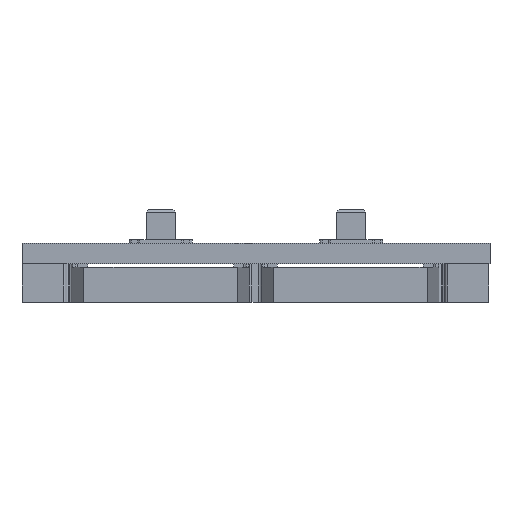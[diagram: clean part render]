
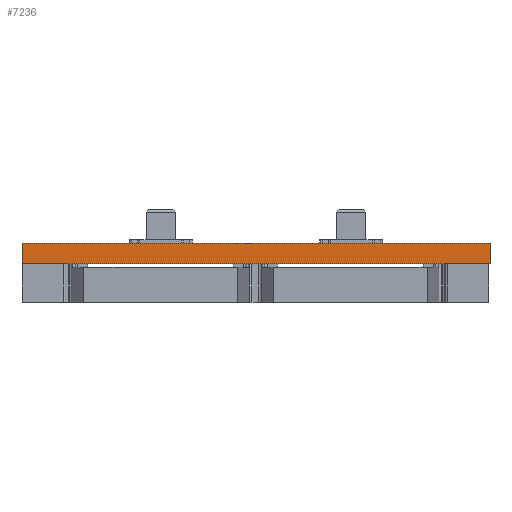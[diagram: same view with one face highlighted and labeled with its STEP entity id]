
A CAD part, left-side view. The second image highlights one B-rep face of the part: STEP entity #7236.
In plain terms, the highlighted planar face has unit normal (-1, 0, 0).
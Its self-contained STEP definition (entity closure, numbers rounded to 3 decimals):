
#738=FACE_OUTER_BOUND('',#1138,.T.);
#1138=EDGE_LOOP('',(#6595,#6596,#6597,#6598));
#1865=LINE('',#11691,#2697);
#1869=LINE('',#11700,#2701);
#1916=LINE('',#11809,#2748);
#1970=LINE('',#11934,#2802);
#2697=VECTOR('',#9606,10.);
#2701=VECTOR('',#9614,10.);
#2748=VECTOR('',#9707,10.);
#2802=VECTOR('',#9839,10.);
#3401=VERTEX_POINT('',#11684);
#3404=VERTEX_POINT('',#11689);
#3407=VERTEX_POINT('',#11699);
#3446=VERTEX_POINT('',#11808);
#4397=EDGE_CURVE('',#3401,#3404,#1865,.T.);
#4401=EDGE_CURVE('',#3404,#3407,#1869,.T.);
#4456=EDGE_CURVE('',#3401,#3446,#1916,.T.);
#4518=EDGE_CURVE('',#3446,#3407,#1970,.T.);
#6595=ORIENTED_EDGE('',*,*,#4401,.T.);
#6596=ORIENTED_EDGE('',*,*,#4518,.F.);
#6597=ORIENTED_EDGE('',*,*,#4456,.F.);
#6598=ORIENTED_EDGE('',*,*,#4397,.T.);
#6865=PLANE('',#7843);
#7236=ADVANCED_FACE('',(#738),#6865,.T.);
#7843=AXIS2_PLACEMENT_3D('',#11935,#9840,#9841);
#9606=DIRECTION('',(0.,0.,1.));
#9614=DIRECTION('',(0.,1.,0.));
#9707=DIRECTION('',(0.,1.,0.));
#9839=DIRECTION('',(0.,0.,1.));
#9840=DIRECTION('center_axis',(-1.,0.,0.));
#9841=DIRECTION('ref_axis',(0.,-1.,0.));
#11684=CARTESIAN_POINT('',(-14.592,-131.384,15.5));
#11689=CARTESIAN_POINT('',(-14.592,-131.384,23.5));
#11691=CARTESIAN_POINT('',(-14.592,-131.384,15.5));
#11699=CARTESIAN_POINT('',(-14.592,55.35,23.5));
#11700=CARTESIAN_POINT('',(-14.592,-20.685,23.5));
#11808=CARTESIAN_POINT('',(-14.592,55.35,15.5));
#11809=CARTESIAN_POINT('',(-14.592,-55.35,15.5));
#11934=CARTESIAN_POINT('',(-14.592,55.35,15.5));
#11935=CARTESIAN_POINT('Origin',(-14.592,55.35,15.5));
